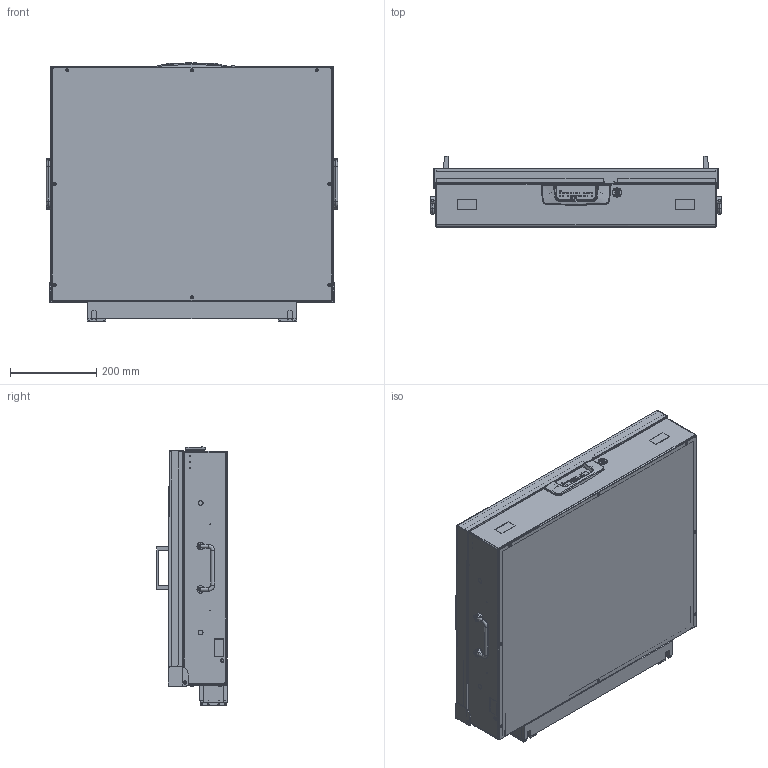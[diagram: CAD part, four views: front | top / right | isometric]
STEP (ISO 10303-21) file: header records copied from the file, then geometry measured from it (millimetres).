
FILE_DESCRIPTION (( 'STEP AP214' ), '1' );
FILE_NAME ('INGUN_114568.STEP', '2024-02-06T13:58:04', ( '' ), ( '' ), 'SwSTEP 2.0', 'SolidWorks 2021', '' );
FILE_SCHEMA (( 'AUTOMOTIVE_DESIGN' ));
Length unit declared in the file: millimetre
Products named in the file (59): 8078_2~0; DIN912~n_M04,0x012; INGUN_114568; 107216_einteilig~2_KUNDE<S>; Gewindebuchse~n_M04-07,5 offen; 112035~1; 113700~0_S; 8078_1~0; 114196_002~0; DIN7991~n_M03,0x012; 113592~0_S; 8078~0_flexibel <Standard>; 49317~0; 107216~2_KUNDE<S>; 114196~0; 112034~0_S; DIN923~n_M04x03; 114196_001~0; 19420~3; ISO7380~n_M04,0x012; 113760~1_S; 45545~0_S; 112992~2_S; 113714~0; 113758~1_S; DIN985-A2~n_M04,0; 112087~2_S; 112026~0_Mitte<S>; 113759~1_S; DIN7991~n_M03,0x006; DIN125~n_04,3 M04,0; 11655~0; 11657~0; 112025~2_S; 109145~1_S; DIN988~n_06x12x0,1; 113694~1; 111995~2_S; DIN7~n_04,0m6x006; ISO7380~n_M03,0x005 ...
Assembly tree (112 placements, depth 5):
  INGUN_114568
    113700~0_S
      113701~0_S
      32171~0_S
      112992~2_S  x2
      49317~0  x2
      114196~0  x2
        114196_001~0
        114196_002~0
        114196_003~0
        114196_004~0_S
      DIN912~n_M04,0x012
      112024~0_S
      112025~2_S
      DIN125~n_04,3 M04,0
      DIN985-A2~n_M04,0
      112026~0_Mitte<S>
      ISO7380~n_M03,0x005
      114364~0_S
    113757~3_KUNDE<S>
      115768~0_S
        113758~1_S
        Gewindebuchse~n_M04-07,5 offen  x4
      113759~1_S
      113760~1_S
      107216~2_KUNDE<S>
        107216_einteilig~2_KUNDE<S>
      1607~1  x2
      ISO7380~n_M04,0x012  x4
      112176~0_S  x2
        112087~2_S
          111995~2_S
          115289~0_S
        49317~0
      19420~3
      11657~0
      11655~0
      DIN7~n_04,0m6x006
    8078~0_flexibel <Standard>
      8078_1~0
      8078_2~0
    8078~0_flexibel <Standard>
      8078_1~0
      8078_2~0
    113713~0_S
      113714~0
      DIN7991~n_M03,0x006  x8
    113592~0_S
      113694~1
      DIN125~n_04,3 M04,0  x4
      ISO7380~n_M04,0x008  x4
    109145~1_S
      112132~0_S
      112034~0_S
      112036~0_S  x2
      112035~1  x2
      3366~0
      109683~0_S
      45545~0_S  x2
      DIN923~n_M04x03  x2
Bounding box: 674 x 163.94 x 597.82 mm (x, y, z)
Volume: 7817419.5 mm3; surface area: 3392784.8 mm2
Topology: 109 solids, 109 shells, 3961 faces, 9807 edges, 6218 vertices
Faces by surface type: cylinder 1728, plane 1588, cone 418, bspline 117, torus 106, sphere 4
Entity records: 85102 total; most frequent: CARTESIAN_POINT 26056, DIRECTION 11944, ORIENTED_EDGE 11106, EDGE_CURVE 5553, AXIS2_PLACEMENT_3D 4495, VERTEX_POINT 3545, VECTOR 2954, LINE 2954
